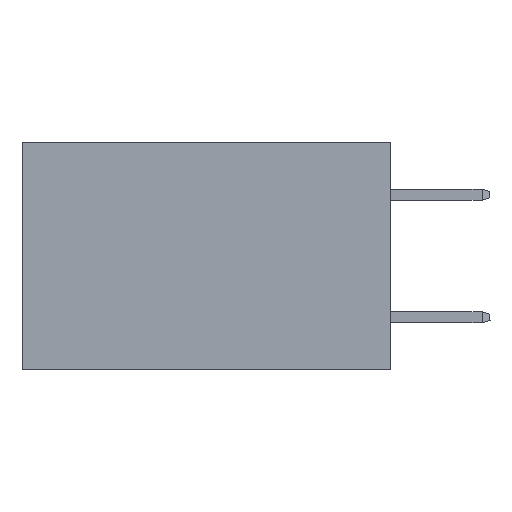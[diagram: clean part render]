
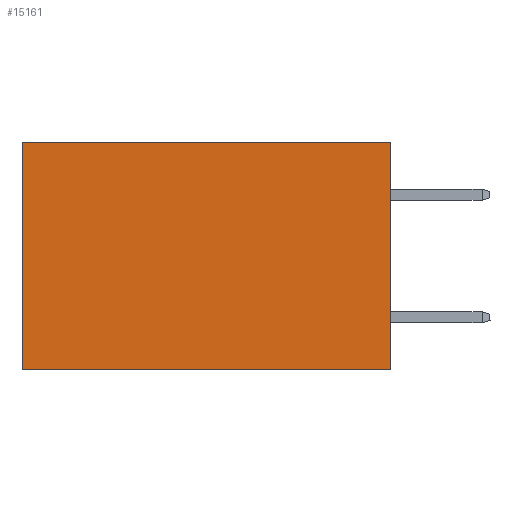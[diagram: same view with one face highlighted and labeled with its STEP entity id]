
A CAD part, left-side view. The second image highlights one B-rep face of the part: STEP entity #15161.
In plain terms, the highlighted planar face has unit normal (-1, 0, 0).
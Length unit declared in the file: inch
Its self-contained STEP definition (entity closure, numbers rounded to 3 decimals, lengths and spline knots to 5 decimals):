
#660 = VERTEX_POINT ( 'NONE', #10470 ) ;
#1334 = PLANE ( 'NONE',  #15167 ) ;
#2164 = DIRECTION ( 'NONE',  ( 0., 1., 0. ) ) ;
#2459 = EDGE_LOOP ( 'NONE', ( #3259, #2653, #13618, #12381 ) ) ;
#2653 = ORIENTED_EDGE ( 'NONE', *, *, #9658, .F. ) ;
#2806 = CARTESIAN_POINT ( 'NONE',  ( 0.2875, 0., 0. ) ) ;
#2908 = LINE ( 'NONE', #9599, #18155 ) ;
#3107 = VECTOR ( 'NONE', #12611, 39.37008 ) ;
#3259 = ORIENTED_EDGE ( 'NONE', *, *, #7022, .T. ) ;
#4312 = DIRECTION ( 'NONE',  ( 0., 0., -1. ) ) ;
#4469 = EDGE_CURVE ( 'NONE', #7085, #14764, #11496, .T. ) ;
#5273 = CARTESIAN_POINT ( 'NONE',  ( 0.2875, 0.6, 0. ) ) ;
#5466 = CARTESIAN_POINT ( 'NONE',  ( 0.2875, 0., 0. ) ) ;
#5940 = EDGE_CURVE ( 'NONE', #7085, #660, #2908, .T. ) ;
#6887 = VECTOR ( 'NONE', #8282, 39.37008 ) ;
#7022 = EDGE_CURVE ( 'NONE', #660, #18641, #10989, .T. ) ;
#7085 = VERTEX_POINT ( 'NONE', #5466 ) ;
#7689 = DIRECTION ( 'NONE',  ( 0., 0., -1. ) ) ;
#8282 = DIRECTION ( 'NONE',  ( 0., 1., 0. ) ) ;
#9360 = CARTESIAN_POINT ( 'NONE',  ( 0.2875, 0., -0.37 ) ) ;
#9599 = CARTESIAN_POINT ( 'NONE',  ( 0.2875, 0., 0. ) ) ;
#9658 = EDGE_CURVE ( 'NONE', #14764, #18641, #19045, .T. ) ;
#10389 = FACE_OUTER_BOUND ( 'NONE', #2459, .T. ) ;
#10470 = CARTESIAN_POINT ( 'NONE',  ( 0.2875, 0.6, 0. ) ) ;
#10989 = LINE ( 'NONE', #5273, #3107 ) ;
#11496 = LINE ( 'NONE', #16495, #18856 ) ;
#12381 = ORIENTED_EDGE ( 'NONE', *, *, #5940, .T. ) ;
#12611 = DIRECTION ( 'NONE',  ( 0., 0., -1. ) ) ;
#13165 = DIRECTION ( 'NONE',  ( 1., 0., 0. ) ) ;
#13618 = ORIENTED_EDGE ( 'NONE', *, *, #4469, .F. ) ;
#14422 = CARTESIAN_POINT ( 'NONE',  ( 0.2875, 0.6, -0.37 ) ) ;
#14764 = VERTEX_POINT ( 'NONE', #9360 ) ;
#15161 = ADVANCED_FACE ( 'NONE', ( #10389 ), #1334, .F. ) ;
#15167 = AXIS2_PLACEMENT_3D ( 'NONE', #2806, #13165, #4312 ) ;
#15602 = CARTESIAN_POINT ( 'NONE',  ( 0.2875, 0., -0.37 ) ) ;
#16495 = CARTESIAN_POINT ( 'NONE',  ( 0.2875, 0., 0. ) ) ;
#18155 = VECTOR ( 'NONE', #2164, 39.37008 ) ;
#18641 = VERTEX_POINT ( 'NONE', #14422 ) ;
#18856 = VECTOR ( 'NONE', #7689, 39.37008 ) ;
#19045 = LINE ( 'NONE', #15602, #6887 ) ;
